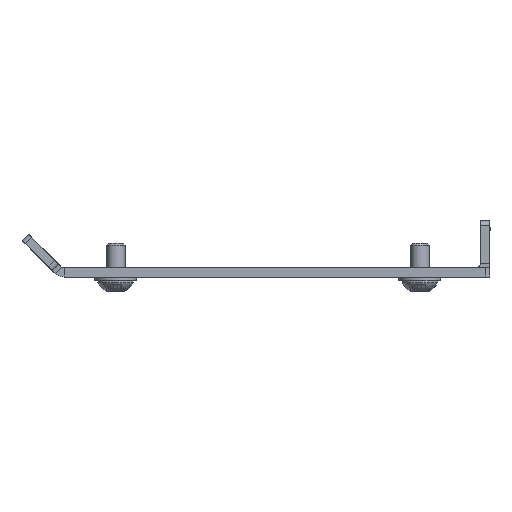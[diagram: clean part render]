
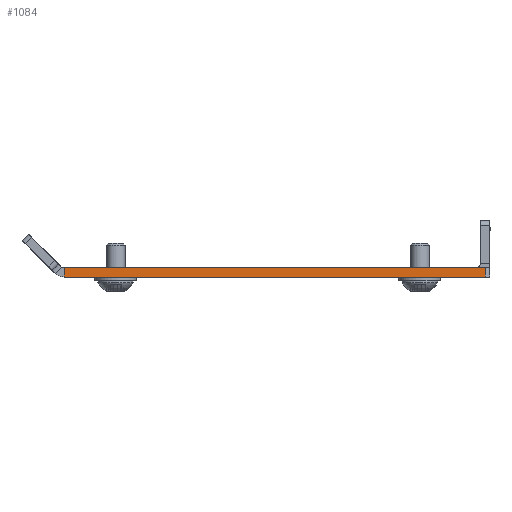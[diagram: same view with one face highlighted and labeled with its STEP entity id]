
A CAD part, left-side view. The second image highlights one B-rep face of the part: STEP entity #1084.
In plain terms, the highlighted planar face has unit normal (-1, 0, 0).
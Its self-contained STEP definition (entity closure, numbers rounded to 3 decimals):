
#97 = VECTOR ( 'NONE', #1200, 1000. ) ;
#105 = CARTESIAN_POINT ( 'NONE',  ( -272.5, -44.5, 2. ) ) ;
#393 = CARTESIAN_POINT ( 'NONE',  ( -272.5, 45.5, 0. ) ) ;
#710 = LINE ( 'NONE', #3937, #1118 ) ;
#712 = CARTESIAN_POINT ( 'NONE',  ( -272.5, -44.5, 2. ) ) ;
#819 = LINE ( 'NONE', #5450, #97 ) ;
#1058 = VECTOR ( 'NONE', #5467, 1000. ) ;
#1084 = ADVANCED_FACE ( 'NONE', ( #4754 ), #5579, .F. ) ;
#1118 = VECTOR ( 'NONE', #5409, 1000. ) ;
#1200 = DIRECTION ( 'NONE',  ( 0., 0., -1. ) ) ;
#1456 = DIRECTION ( 'NONE',  ( 0., 0., -1. ) ) ;
#2229 = EDGE_CURVE ( 'NONE', #5113, #5701, #819, .T. ) ;
#3106 = EDGE_CURVE ( 'NONE', #5113, #4992, #710, .T. ) ;
#3312 = CARTESIAN_POINT ( 'NONE',  ( -272.5, 45.5, 2. ) ) ;
#3937 = CARTESIAN_POINT ( 'NONE',  ( -272.5, -45.5, 2. ) ) ;
#4015 = ORIENTED_EDGE ( 'NONE', *, *, #4379, .T. ) ;
#4227 = CARTESIAN_POINT ( 'NONE',  ( -272.5, -45.5, 2. ) ) ;
#4247 = EDGE_LOOP ( 'NONE', ( #4561, #4015, #4528, #4892 ) ) ;
#4314 = VECTOR ( 'NONE', #5100, 1000. ) ;
#4379 = EDGE_CURVE ( 'NONE', #5480, #4992, #4925, .T. ) ;
#4404 = CARTESIAN_POINT ( 'NONE',  ( -272.5, -44.5, 0. ) ) ;
#4528 = ORIENTED_EDGE ( 'NONE', *, *, #3106, .F. ) ;
#4561 = ORIENTED_EDGE ( 'NONE', *, *, #4914, .T. ) ;
#4659 = CARTESIAN_POINT ( 'NONE',  ( -272.5, -45.5, 0. ) ) ;
#4754 = FACE_OUTER_BOUND ( 'NONE', #4247, .T. ) ;
#4892 = ORIENTED_EDGE ( 'NONE', *, *, #2229, .T. ) ;
#4914 = EDGE_CURVE ( 'NONE', #5701, #5480, #5987, .T. ) ;
#4925 = LINE ( 'NONE', #712, #1058 ) ;
#4992 = VERTEX_POINT ( 'NONE', #105 ) ;
#5100 = DIRECTION ( 'NONE',  ( 0., -1., 0. ) ) ;
#5113 = VERTEX_POINT ( 'NONE', #3312 ) ;
#5409 = DIRECTION ( 'NONE',  ( 0., -1., 0. ) ) ;
#5450 = CARTESIAN_POINT ( 'NONE',  ( -272.5, 45.5, 2. ) ) ;
#5467 = DIRECTION ( 'NONE',  ( 0., 0., 1. ) ) ;
#5480 = VERTEX_POINT ( 'NONE', #4404 ) ;
#5541 = AXIS2_PLACEMENT_3D ( 'NONE', #4227, #6133, #1456 ) ;
#5579 = PLANE ( 'NONE',  #5541 ) ;
#5701 = VERTEX_POINT ( 'NONE', #393 ) ;
#5987 = LINE ( 'NONE', #4659, #4314 ) ;
#6133 = DIRECTION ( 'NONE',  ( 1., 0., 0. ) ) ;
